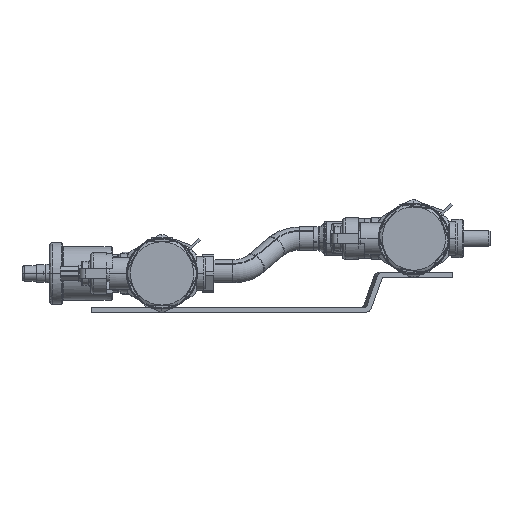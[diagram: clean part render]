
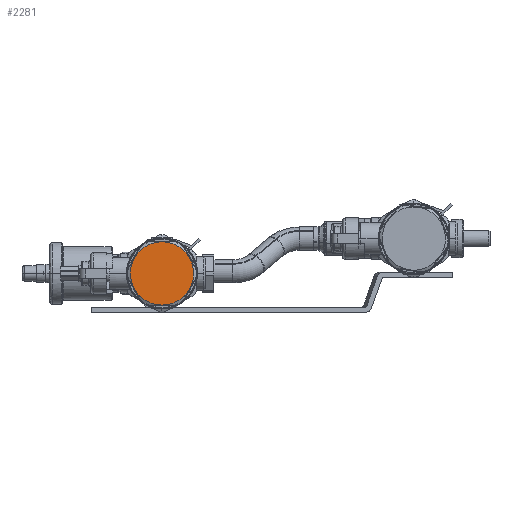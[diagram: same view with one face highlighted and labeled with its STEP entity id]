
A CAD part, left-side view. The second image highlights one B-rep face of the part: STEP entity #2281.
In plain terms, the highlighted planar face has unit normal (-1, 0, 0).
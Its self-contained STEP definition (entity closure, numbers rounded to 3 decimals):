
#1972=CARTESIAN_POINT('Vertex',(-164.72,225.,5.5)) ;
#1999=CARTESIAN_POINT('Axis2P3D Location',(-164.72,225.,30.)) ;
#2003=CARTESIAN_POINT('Vertex',(-164.72,203.499,41.746)) ;
#2005=CARTESIAN_POINT('Vertex',(-164.72,203.782,42.25)) ;
#2065=CARTESIAN_POINT('Vertex',(-164.72,203.782,17.75)) ;
#2184=CARTESIAN_POINT('Vertex',(-164.72,225.,54.5)) ;
#2206=CARTESIAN_POINT('Axis2P3D Location',(-164.72,225.,30.)) ;
#2210=CARTESIAN_POINT('Vertex',(-164.72,246.501,18.254)) ;
#2212=CARTESIAN_POINT('Vertex',(-164.72,246.218,17.75)) ;
#2234=CARTESIAN_POINT('Axis2P3D Location',(-164.72,246.6,30.)) ;
#2239=CARTESIAN_POINT('Axis2P3D Location',(-164.72,225.,30.)) ;
#2244=CARTESIAN_POINT('Axis2P3D Location',(-164.72,225.,30.)) ;
#2248=CARTESIAN_POINT('Vertex',(-164.72,246.218,42.25)) ;
#2251=CARTESIAN_POINT('Axis2P3D Location',(-164.72,225.,30.)) ;
#2256=CARTESIAN_POINT('Axis2P3D Location',(-164.72,225.,30.)) ;
#2261=CARTESIAN_POINT('Axis2P3D Location',(-164.72,225.,30.)) ;
#2266=CARTESIAN_POINT('Axis2P3D Location',(-164.72,225.,30.)) ;
#2000=DIRECTION('Axis2P3D Direction',(1.,0.,0.)) ;
#2207=DIRECTION('Axis2P3D Direction',(1.,0.,0.)) ;
#2235=DIRECTION('Axis2P3D Direction',(-1.,0.,0.)) ;
#2236=DIRECTION('Axis2P3D XDirection',(0.,0.,1.)) ;
#2240=DIRECTION('Axis2P3D Direction',(-1.,0.,0.)) ;
#2245=DIRECTION('Axis2P3D Direction',(-1.,0.,0.)) ;
#2252=DIRECTION('Axis2P3D Direction',(-1.,0.,0.)) ;
#2257=DIRECTION('Axis2P3D Direction',(-1.,0.,0.)) ;
#2262=DIRECTION('Axis2P3D Direction',(-1.,0.,0.)) ;
#2267=DIRECTION('Axis2P3D Direction',(-1.,0.,0.)) ;
#2001=AXIS2_PLACEMENT_3D('Circle Axis2P3D',#1999,#2000,$) ;
#2208=AXIS2_PLACEMENT_3D('Circle Axis2P3D',#2206,#2207,$) ;
#2237=AXIS2_PLACEMENT_3D('Plane Axis2P3D',#2234,#2235,#2236) ;
#2241=AXIS2_PLACEMENT_3D('Circle Axis2P3D',#2239,#2240,$) ;
#2246=AXIS2_PLACEMENT_3D('Circle Axis2P3D',#2244,#2245,$) ;
#2253=AXIS2_PLACEMENT_3D('Circle Axis2P3D',#2251,#2252,$) ;
#2258=AXIS2_PLACEMENT_3D('Circle Axis2P3D',#2256,#2257,$) ;
#2263=AXIS2_PLACEMENT_3D('Circle Axis2P3D',#2261,#2262,$) ;
#2268=AXIS2_PLACEMENT_3D('Circle Axis2P3D',#2266,#2267,$) ;
#2272=ORIENTED_EDGE('',*,*,#2007,.T.) ;
#2273=ORIENTED_EDGE('',*,*,#2243,.T.) ;
#2274=ORIENTED_EDGE('',*,*,#2250,.T.) ;
#2275=ORIENTED_EDGE('',*,*,#2255,.T.) ;
#2276=ORIENTED_EDGE('',*,*,#2214,.T.) ;
#2277=ORIENTED_EDGE('',*,*,#2260,.T.) ;
#2278=ORIENTED_EDGE('',*,*,#2265,.T.) ;
#2279=ORIENTED_EDGE('',*,*,#2270,.T.) ;
#2281=ADVANCED_FACE('PartBody',(#2280),#2238,.T.) ;
#2002=CIRCLE('generated circle',#2001,24.5) ;
#2209=CIRCLE('generated circle',#2208,24.5) ;
#2242=CIRCLE('generated circle',#2241,24.5) ;
#2247=CIRCLE('generated circle',#2246,24.5) ;
#2254=CIRCLE('generated circle',#2253,24.5) ;
#2259=CIRCLE('generated circle',#2258,24.5) ;
#2264=CIRCLE('generated circle',#2263,24.5) ;
#2269=CIRCLE('generated circle',#2268,24.5) ;
#2007=EDGE_CURVE('',#2004,#2006,#2002,.F.) ;
#2214=EDGE_CURVE('',#2211,#2213,#2209,.F.) ;
#2243=EDGE_CURVE('',#2006,#2185,#2242,.T.) ;
#2250=EDGE_CURVE('',#2185,#2249,#2247,.T.) ;
#2255=EDGE_CURVE('',#2249,#2211,#2254,.T.) ;
#2260=EDGE_CURVE('',#2213,#1973,#2259,.T.) ;
#2265=EDGE_CURVE('',#1973,#2066,#2264,.T.) ;
#2270=EDGE_CURVE('',#2066,#2004,#2269,.T.) ;
#2271=EDGE_LOOP('',(#2272,#2273,#2274,#2275,#2276,#2277,#2278,#2279)) ;
#2280=FACE_OUTER_BOUND('',#2271,.T.) ;
#2238=PLANE('',#2237) ;
#1973=VERTEX_POINT('',#1972) ;
#2004=VERTEX_POINT('',#2003) ;
#2006=VERTEX_POINT('',#2005) ;
#2066=VERTEX_POINT('',#2065) ;
#2185=VERTEX_POINT('',#2184) ;
#2211=VERTEX_POINT('',#2210) ;
#2213=VERTEX_POINT('',#2212) ;
#2249=VERTEX_POINT('',#2248) ;
